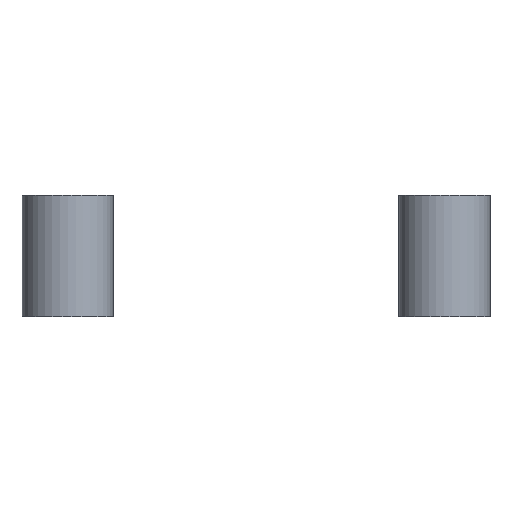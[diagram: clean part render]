
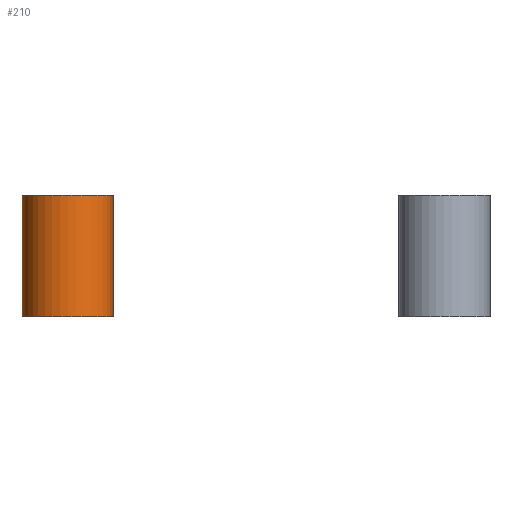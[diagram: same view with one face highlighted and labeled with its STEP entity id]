
A CAD part, front view. The second image highlights one B-rep face of the part: STEP entity #210.
In plain terms, the highlighted cylindrical face has radius 3.75 mm (diameter 7.5 mm), a full revolution.
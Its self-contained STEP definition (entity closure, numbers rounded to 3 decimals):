
#42=FACE_OUTER_BOUND('',#60,.T.);
#60=EDGE_LOOP('',(#165,#166,#167,#168));
#80=LINE('',#369,#88);
#88=VECTOR('',#301,3.75);
#99=CIRCLE('',#250,3.75);
#100=CIRCLE('',#251,3.75);
#115=VERTEX_POINT('',#366);
#116=VERTEX_POINT('',#368);
#134=EDGE_CURVE('',#115,#115,#99,.T.);
#135=EDGE_CURVE('',#115,#116,#80,.T.);
#136=EDGE_CURVE('',#116,#116,#100,.T.);
#165=ORIENTED_EDGE('',*,*,#134,.F.);
#166=ORIENTED_EDGE('',*,*,#135,.T.);
#167=ORIENTED_EDGE('',*,*,#136,.T.);
#168=ORIENTED_EDGE('',*,*,#135,.F.);
#200=CYLINDRICAL_SURFACE('',#249,3.75);
#210=ADVANCED_FACE('',(#42),#200,.T.);
#249=AXIS2_PLACEMENT_3D('',#365,#297,#298);
#250=AXIS2_PLACEMENT_3D('',#367,#299,#300);
#251=AXIS2_PLACEMENT_3D('',#370,#302,#303);
#297=DIRECTION('center_axis',(0.,0.,1.));
#298=DIRECTION('ref_axis',(-1.,0.,0.));
#299=DIRECTION('center_axis',(0.,0.,
1.));
#300=DIRECTION('ref_axis',(-1.,0.,0.));
#301=DIRECTION('',(0.,0.,-1.));
#302=DIRECTION('center_axis',(0.,0.,
1.));
#303=DIRECTION('ref_axis',(-1.,0.,0.));
#365=CARTESIAN_POINT('Origin',(105.632,-15.5,2.572));
#366=CARTESIAN_POINT('',(109.382,-15.5,12.572));
#367=CARTESIAN_POINT('Origin',(105.632,-15.5,12.572));
#368=CARTESIAN_POINT('',(109.382,-15.5,2.572));
#369=CARTESIAN_POINT('',(109.382,-15.5,2.572));
#370=CARTESIAN_POINT('Origin',(105.632,-15.5,2.572));
